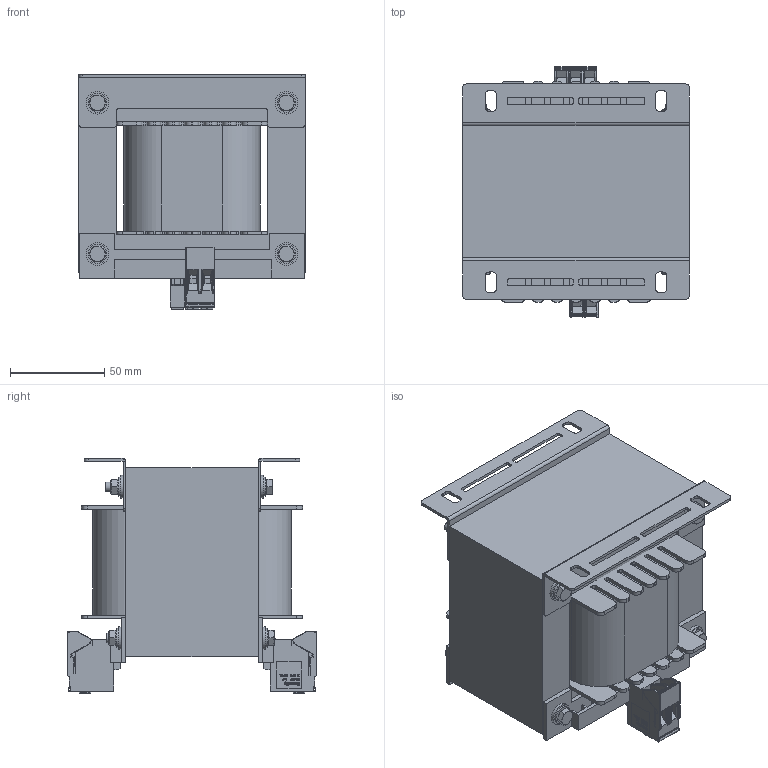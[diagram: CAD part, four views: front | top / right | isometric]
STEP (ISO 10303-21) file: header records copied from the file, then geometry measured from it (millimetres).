
FILE_DESCRIPTION(/* description */ (''),/* implementation_level */ '2;1');
FILE_NAME(/* name */ 'TNA01633200.stp',/* time_stamp */ '2023-09-06T13:22:17+02:00',/* author */ ('velazquez'),/* organization */ (''),/* preprocessor_version */ 'ST-DEVELOPER v19.2',/* originating_system */ 'Autodesk Inventor 2023',/* authorisation */ '');
FILE_SCHEMA (('AUTOMOTIVE_DESIGN { 1 0 10303 214 3 1 1 }'));
Products named in the file (12): TNA01633200; EI120 x 100 - 70 (Rc40); AF40DIN; EI 120 X 100 - 70; EI120; centrador M5; DIN 125 - A 5,3; DIN 933 - M5  x 85; DIN 934 - M5; 1226_TKS_4_2_F NARANJA; 1226_TKS_4_2_F; 1225_TKS_4_1_F (TIERRA)
Assembly tree (33 placements, depth 2):
  TNA01633200
    EI120 x 100 - 70 (Rc40)
    AF40DIN  x2
    EI 120 X 100 - 70
    EI120  x2
    centrador M5  x8
    DIN 125 - A 5,3  x8
    DIN 933 - M5  x 85  x4
    DIN 934 - M5  x4
    1226_TKS_4_2_F NARANJA
    1226_TKS_4_2_F
    1225_TKS_4_1_F (TIERRA)
Bounding box: 120 x 132.3 x 124.5 mm (x, y, z)
Volume: 991420.4 mm3; surface area: 192347.8 mm2
Topology: 33 solids, 33 shells, 5387 faces, 14974 edges, 9758 vertices
Faces by surface type: plane 4385, cylinder 698, bspline 144, torus 108, cone 48, sphere 4
Full cylindrical faces by diameter (mm): 4.134 x4, 4.567 x4, 5 x20, 5.3 x8, 5.9 x8, 6.6 x4, 6.7 x4, 6.8 x4, 10 x8, 12 x8
Entity records: 171914 total; most frequent: CARTESIAN_POINT 34314, ORIENTED_EDGE 28564, DIRECTION 25634, EDGE_CURVE 14282, LINE 12626, VECTOR 12626, VERTEX_POINT 9323, AXIS2_PLACEMENT_3D 6504
